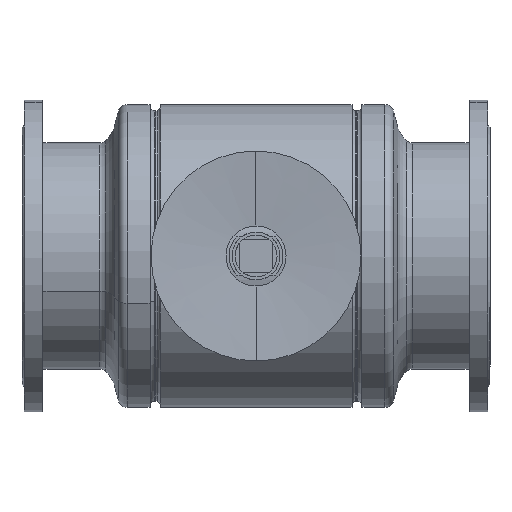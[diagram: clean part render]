
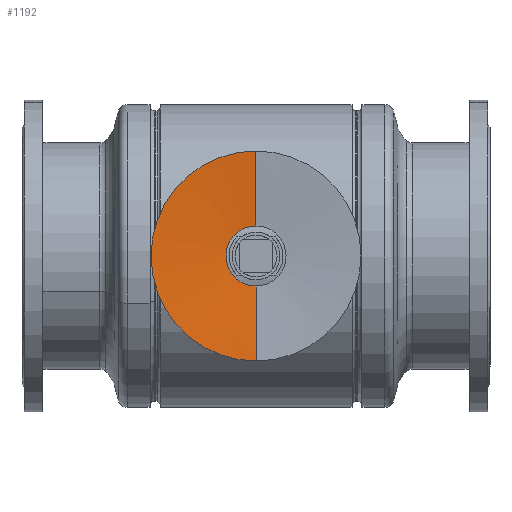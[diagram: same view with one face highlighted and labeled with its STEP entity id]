
A CAD part, front view. The second image highlights one B-rep face of the part: STEP entity #1192.
In plain terms, the highlighted conical face has half-angle 85.426 degrees and reference radius 50 mm.
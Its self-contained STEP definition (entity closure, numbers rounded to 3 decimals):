
#209 = CIRCLE ( 'NONE', #7217, 50. ) ;
#294 = CARTESIAN_POINT ( 'NONE',  ( 0., 10., 50. ) ) ;
#383 = CONICAL_SURFACE ( 'NONE', #6215, 50., 1.491 ) ;
#699 = ORIENTED_EDGE ( 'NONE', *, *, #7322, .T. ) ;
#894 = DIRECTION ( 'NONE',  ( 0., -0.08, 0.997 ) ) ;
#944 = VERTEX_POINT ( 'NONE', #2163 ) ;
#1122 = DIRECTION ( 'NONE',  ( 0., -0.08, -0.997 ) ) ;
#1192 = ADVANCED_FACE ( 'NONE', ( #5449 ), #383, .F. ) ;
#1263 = VECTOR ( 'NONE', #1122, 1000. ) ;
#1523 = CARTESIAN_POINT ( 'NONE',  ( 0., 10., 50. ) ) ;
#1581 = LINE ( 'NONE', #294, #2531 ) ;
#1644 = VERTEX_POINT ( 'NONE', #1523 ) ;
#1940 = CARTESIAN_POINT ( 'NONE',  ( 0., 0., 0. ) ) ;
#2163 = CARTESIAN_POINT ( 'NONE',  ( 0., 0., 175. ) ) ;
#2531 = VECTOR ( 'NONE', #894, 1000. ) ;
#2553 = DIRECTION ( 'NONE',  ( 0., 0., -1. ) ) ;
#2572 = VERTEX_POINT ( 'NONE', #5351 ) ;
#2591 = ORIENTED_EDGE ( 'NONE', *, *, #7069, .F. ) ;
#2740 = EDGE_CURVE ( 'NONE', #1644, #944, #1581, .T. ) ;
#3034 = AXIS2_PLACEMENT_3D ( 'NONE', #1940, #8777, #2553 ) ;
#3734 = CARTESIAN_POINT ( 'NONE',  ( 0., 10., -50. ) ) ;
#4105 = CARTESIAN_POINT ( 'NONE',  ( 0., 10., 0. ) ) ;
#4531 = ORIENTED_EDGE ( 'NONE', *, *, #6265, .F. ) ;
#4854 = DIRECTION ( 'NONE',  ( 0., -1., 0. ) ) ;
#5313 = DIRECTION ( 'NONE',  ( 0., 0., -1. ) ) ;
#5327 = CARTESIAN_POINT ( 'NONE',  ( 0., 10., 0. ) ) ;
#5351 = CARTESIAN_POINT ( 'NONE',  ( 0., 0., -175. ) ) ;
#5373 = DIRECTION ( 'NONE',  ( 0., 0., -1. ) ) ;
#5449 = FACE_OUTER_BOUND ( 'NONE', #5637, .T. ) ;
#5637 = EDGE_LOOP ( 'NONE', ( #4531, #8512, #699, #2591 ) ) ;
#6215 = AXIS2_PLACEMENT_3D ( 'NONE', #4105, #7521, #5313 ) ;
#6265 = EDGE_CURVE ( 'NONE', #1644, #8054, #209, .T. ) ;
#6844 = CARTESIAN_POINT ( 'NONE',  ( 0., 10., -50. ) ) ;
#7069 = EDGE_CURVE ( 'NONE', #8054, #2572, #7913, .T. ) ;
#7217 = AXIS2_PLACEMENT_3D ( 'NONE', #5327, #4854, #5373 ) ;
#7322 = EDGE_CURVE ( 'NONE', #944, #2572, #8097, .T. ) ;
#7521 = DIRECTION ( 'NONE',  ( 0., -1., 0. ) ) ;
#7913 = LINE ( 'NONE', #3734, #1263 ) ;
#8054 = VERTEX_POINT ( 'NONE', #6844 ) ;
#8097 = CIRCLE ( 'NONE', #3034, 175. ) ;
#8512 = ORIENTED_EDGE ( 'NONE', *, *, #2740, .T. ) ;
#8777 = DIRECTION ( 'NONE',  ( 0., -1., 0. ) ) ;
